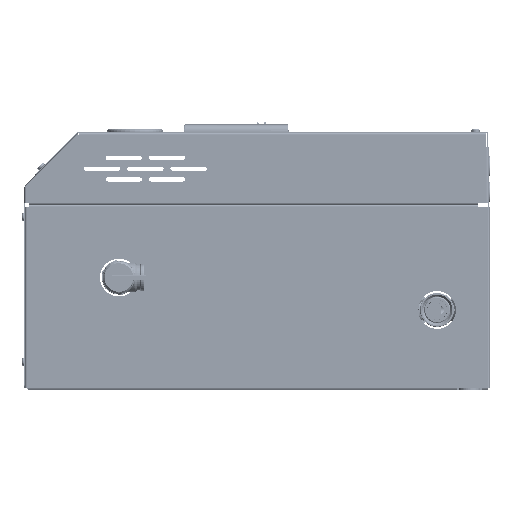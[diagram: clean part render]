
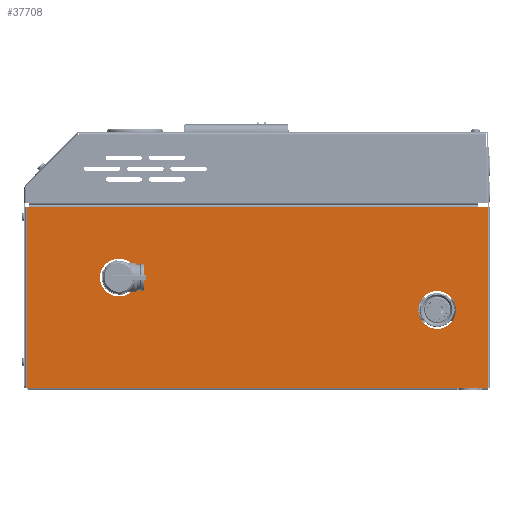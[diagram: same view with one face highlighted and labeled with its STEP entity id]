
A CAD part, left-side view. The second image highlights one B-rep face of the part: STEP entity #37708.
In plain terms, the highlighted planar face has unit normal (-1, 0, 0).
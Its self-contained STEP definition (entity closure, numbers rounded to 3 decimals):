
#1773 = CARTESIAN_POINT ( 'NONE',  ( -4.453, 7.5, 0.75 ) ) ;
#2368 = VERTEX_POINT ( 'NONE', #56558 ) ;
#5523 = DIRECTION ( 'NONE',  ( 1., 0., 0. ) ) ;
#5699 = DIRECTION ( 'NONE',  ( 0., 1., 0. ) ) ;
#7641 = VERTEX_POINT ( 'NONE', #14673 ) ;
#11479 = VERTEX_POINT ( 'NONE', #73355 ) ;
#12603 = VECTOR ( 'NONE', #5699, 39.37 ) ;
#12827 = CARTESIAN_POINT ( 'NONE',  ( -4.453, -9.12, 4.031 ) ) ;
#13415 = CARTESIAN_POINT ( 'NONE',  ( -4.453, 8.375, 0.75 ) ) ;
#14673 = CARTESIAN_POINT ( 'NONE',  ( -4.453, -9.12, 4.031 ) ) ;
#15268 = VERTEX_POINT ( 'NONE', #69626 ) ;
#15936 = VECTOR ( 'NONE', #64135, 39.37 ) ;
#16047 = DIRECTION ( 'NONE',  ( 0., 1., 0. ) ) ;
#16877 = CARTESIAN_POINT ( 'NONE',  ( -4.453, 11.66, 4.031 ) ) ;
#18708 = ORIENTED_EDGE ( 'NONE', *, *, #49499, .T. ) ;
#19409 = EDGE_CURVE ( 'NONE', #51721, #70165, #30269, .T. ) ;
#19817 = VECTOR ( 'NONE', #20543, 39.37 ) ;
#20543 = DIRECTION ( 'NONE',  ( 0., 0., 1. ) ) ;
#20945 = CIRCLE ( 'NONE', #29458, 0.875 ) ;
#21038 = EDGE_LOOP ( 'NONE', ( #43731, #28649, #66997, #63005, #37130, #23636 ) ) ;
#23542 = VERTEX_POINT ( 'NONE', #16877 ) ;
#23636 = ORIENTED_EDGE ( 'NONE', *, *, #67516, .F. ) ;
#25015 = VERTEX_POINT ( 'NONE', #13415 ) ;
#26069 = DIRECTION ( 'NONE',  ( 1., 0., 0. ) ) ;
#26496 = FACE_BOUND ( 'NONE', #58005, .T. ) ;
#26938 = FACE_OUTER_BOUND ( 'NONE', #21038, .T. ) ;
#27208 = VECTOR ( 'NONE', #43209, 39.37 ) ;
#27430 = DIRECTION ( 'NONE',  ( 0., -1., 0. ) ) ;
#28649 = ORIENTED_EDGE ( 'NONE', *, *, #74797, .F. ) ;
#29458 = AXIS2_PLACEMENT_3D ( 'NONE', #1773, #84629, #16047 ) ;
#30269 = LINE ( 'NONE', #65444, #15936 ) ;
#31819 = CARTESIAN_POINT ( 'NONE',  ( -4.453, -7.25, -0.75 ) ) ;
#32392 = CARTESIAN_POINT ( 'NONE',  ( -4.453, -9.59, -4.344 ) ) ;
#32580 = EDGE_CURVE ( 'NONE', #15268, #15268, #83263, .T. ) ;
#33308 = LINE ( 'NONE', #12827, #12603 ) ;
#37130 = ORIENTED_EDGE ( 'NONE', *, *, #85434, .T. ) ;
#37708 = ADVANCED_FACE ( 'NONE', ( #26496, #39003, #26938 ), #66173, .F. ) ;
#39003 = FACE_BOUND ( 'NONE', #45075, .T. ) ;
#40232 = VECTOR ( 'NONE', #27430, 39.37 ) ;
#40319 = DIRECTION ( 'NONE',  ( 0., 1., 0. ) ) ;
#42260 = VECTOR ( 'NONE', #75313, 39.37 ) ;
#43209 = DIRECTION ( 'NONE',  ( 0., -1., 0. ) ) ;
#43731 = ORIENTED_EDGE ( 'NONE', *, *, #52533, .F. ) ;
#45075 = EDGE_LOOP ( 'NONE', ( #76633 ) ) ;
#46855 = LINE ( 'NONE', #73997, #19817 ) ;
#49319 = AXIS2_PLACEMENT_3D ( 'NONE', #53673, #26069, #40319 ) ;
#49499 = EDGE_CURVE ( 'NONE', #25015, #25015, #20945, .T. ) ;
#51721 = VERTEX_POINT ( 'NONE', #70608 ) ;
#52533 = EDGE_CURVE ( 'NONE', #11479, #2368, #46855, .T. ) ;
#53673 = CARTESIAN_POINT ( 'NONE',  ( -4.453, 11.847, -0.156 ) ) ;
#54178 = LINE ( 'NONE', #67527, #40232 ) ;
#56558 = CARTESIAN_POINT ( 'NONE',  ( -4.453, 11.755, 4.031 ) ) ;
#58005 = EDGE_LOOP ( 'NONE', ( #18708 ) ) ;
#58096 = EDGE_CURVE ( 'NONE', #7641, #51721, #77487, .T. ) ;
#61497 = CARTESIAN_POINT ( 'NONE',  ( -4.453, -9.59, -4.344 ) ) ;
#63005 = ORIENTED_EDGE ( 'NONE', *, *, #58096, .F. ) ;
#64135 = DIRECTION ( 'NONE',  ( 0., 0., -1. ) ) ;
#64765 = AXIS2_PLACEMENT_3D ( 'NONE', #31819, #5523, #72783 ) ;
#65444 = CARTESIAN_POINT ( 'NONE',  ( -4.453, -9.59, 4.031 ) ) ;
#66173 = PLANE ( 'NONE',  #49319 ) ;
#66997 = ORIENTED_EDGE ( 'NONE', *, *, #19409, .F. ) ;
#67516 = EDGE_CURVE ( 'NONE', #2368, #23542, #54178, .T. ) ;
#67527 = CARTESIAN_POINT ( 'NONE',  ( -4.453, 11.817, 4.031 ) ) ;
#69626 = CARTESIAN_POINT ( 'NONE',  ( -4.453, -6.375, -0.75 ) ) ;
#70165 = VERTEX_POINT ( 'NONE', #32392 ) ;
#70608 = CARTESIAN_POINT ( 'NONE',  ( -4.453, -9.59, 4.031 ) ) ;
#72783 = DIRECTION ( 'NONE',  ( 0., 1., 0. ) ) ;
#73355 = CARTESIAN_POINT ( 'NONE',  ( -4.453, 11.755, -4.344 ) ) ;
#73997 = CARTESIAN_POINT ( 'NONE',  ( -4.453, 11.755, 4.031 ) ) ;
#74797 = EDGE_CURVE ( 'NONE', #70165, #11479, #76184, .T. ) ;
#75313 = DIRECTION ( 'NONE',  ( 0., 1., 0. ) ) ;
#76184 = LINE ( 'NONE', #61497, #42260 ) ;
#76633 = ORIENTED_EDGE ( 'NONE', *, *, #32580, .T. ) ;
#77487 = LINE ( 'NONE', #85936, #27208 ) ;
#83263 = CIRCLE ( 'NONE', #64765, 0.875 ) ;
#84629 = DIRECTION ( 'NONE',  ( 1., 0., 0. ) ) ;
#85434 = EDGE_CURVE ( 'NONE', #7641, #23542, #33308, .T. ) ;
#85936 = CARTESIAN_POINT ( 'NONE',  ( -4.453, 11.817, 4.031 ) ) ;
